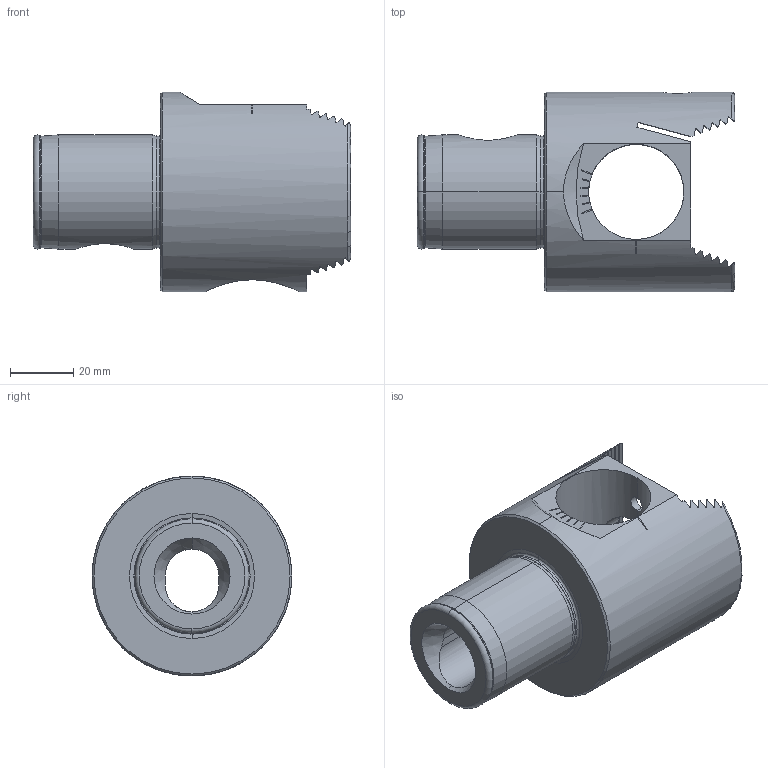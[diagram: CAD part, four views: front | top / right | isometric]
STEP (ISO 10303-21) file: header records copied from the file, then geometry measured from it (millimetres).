
FILE_DESCRIPTION (( 'STEP AP203' ), '1' );
FILE_NAME ('B10.063.025.060.STEP', '2018-02-21T12:48:31', ( 'SWIAdmin' ), ( 'Hewlett-Packard Company' ), 'SwSTEP 2.0', 'SolidWorks 2017', '' );
FILE_SCHEMA (( 'CONFIG_CONTROL_DESIGN' ));
Length unit declared in the file: millimetre
Products named in the file (1): B10.063.025.060
Bounding box: 100 x 63 x 63 mm (x, y, z)
Volume: 127296.8 mm3; surface area: 31094.7 mm2
Topology: 1 solids, 1 shells, 164 faces, 463 edges, 296 vertices
Faces by surface type: plane 89, cylinder 39, cone 23, torus 13
Entity records: 6308 total; most frequent: CARTESIAN_POINT 2211, ORIENTED_EDGE 926, DIRECTION 770, EDGE_CURVE 463, VERTEX_POINT 296, AXIS2_PLACEMENT_3D 276, LINE 218, VECTOR 218
